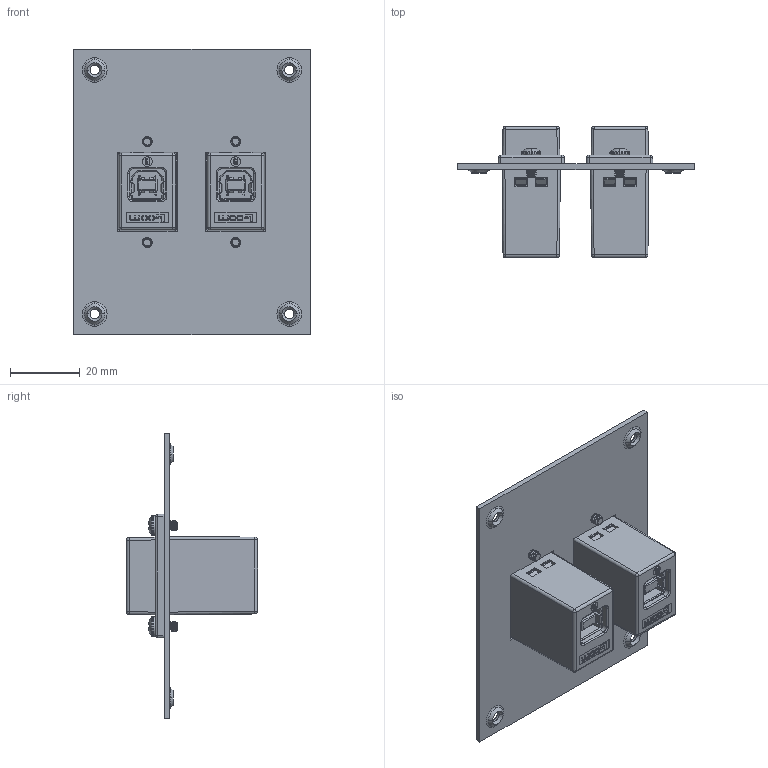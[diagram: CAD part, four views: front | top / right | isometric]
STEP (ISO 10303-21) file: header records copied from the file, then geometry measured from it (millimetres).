
FILE_DESCRIPTION (( 'STEP AP214' ), '1' );
FILE_NAME ('USP2ECF-UABB.STEP', '2017-05-31T15:55:18', ( 'L-Com' ), ( 'L-Com Global Connectivity' ), 'SwSTEP 2.0', 'SolidWorks 2014', '' );
FILE_SCHEMA (( 'AUTOMOTIVE_DESIGN' ));
Length unit declared in the file: inch
Products named in the file (10): USP2ECF-UABB; 91772A106_91772A106; ECF504B-UAB_NEW STYLE; 1AG01-072_TYPE B; 1AG01-070_TYPE A; 3AC11-009; 1BC01-014; 1AA05-033(USB-B F R.A THRU)___; 1AA05-019-SUZHOU___; 1AR06-001
Assembly tree (13 placements, depth 4):
  USP2ECF-UABB
    1AR06-001
    ECF504B-UAB_NEW STYLE  x2
      3AC11-009
        1AA05-019-SUZHOU___
        1AA05-033(USB-B F R.A THRU)___
        1BC01-014
      1AG01-070_TYPE A
      1AG01-072_TYPE B
    91772A106_91772A106  x4
Bounding box: 68.07 x 37.67 x 82.04 mm (x, y, z)
Volume: 24711.6 mm3; surface area: 35304.5 mm2
Topology: 23 solids, 23 shells, 4538 faces, 12520 edges, 8176 vertices
Faces by surface type: plane 2574, cylinder 1144, bspline 576, torus 128, cone 72, sphere 44
Entity records: 88198 total; most frequent: CARTESIAN_POINT 26259, ORIENTED_EDGE 12080, DIRECTION 9904, EDGE_CURVE 6040, LINE 4202, VECTOR 4202, VERTEX_POINT 3951, AXIS2_PLACEMENT_3D 2851
